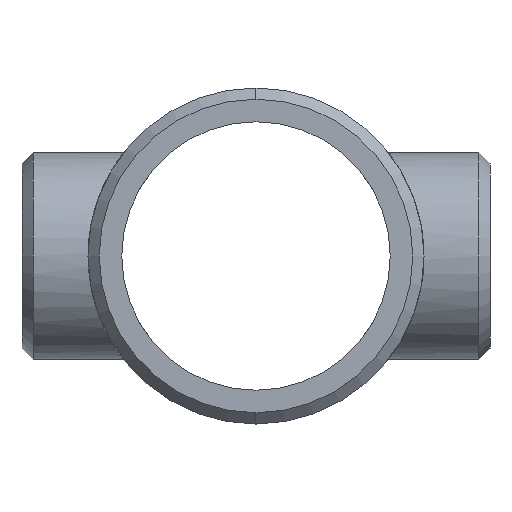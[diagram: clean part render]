
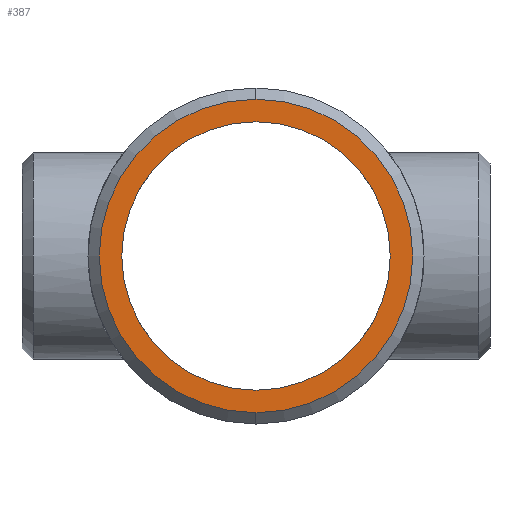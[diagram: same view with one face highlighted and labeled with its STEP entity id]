
A CAD part, left-side view. The second image highlights one B-rep face of the part: STEP entity #387.
In plain terms, the highlighted planar face has unit normal (-1, 0, 0).
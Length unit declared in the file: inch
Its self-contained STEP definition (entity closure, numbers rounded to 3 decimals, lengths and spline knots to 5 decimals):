
#11 = DIRECTION ( 'NONE',  ( -1., 0., 0. ) ) ;
#20 = CARTESIAN_POINT ( 'NONE',  ( -11., 0., -5.594 ) ) ;
#52 = DIRECTION ( 'NONE',  ( 0., 0., -1. ) ) ;
#60 = EDGE_LOOP ( 'NONE', ( #1257, #253 ) ) ;
#89 = AXIS2_PLACEMENT_3D ( 'NONE', #1286, #623, #184 ) ;
#153 = AXIS2_PLACEMENT_3D ( 'NONE', #721, #823, #52 ) ;
#154 = FACE_OUTER_BOUND ( 'NONE', #1352, .T. ) ;
#178 = CIRCLE ( 'NONE', #826, 6.53133 ) ;
#184 = DIRECTION ( 'NONE',  ( 0., 0., 1. ) ) ;
#231 = DIRECTION ( 'NONE',  ( 0., 0., 1. ) ) ;
#240 = CARTESIAN_POINT ( 'NONE',  ( -11., 0., -6.53133 ) ) ;
#249 = CARTESIAN_POINT ( 'NONE',  ( -11., 0., 0. ) ) ;
#253 = ORIENTED_EDGE ( 'NONE', *, *, #1383, .T. ) ;
#273 = AXIS2_PLACEMENT_3D ( 'NONE', #249, #909, #231 ) ;
#334 = CARTESIAN_POINT ( 'NONE',  ( -11., 0., 6.53133 ) ) ;
#343 = DIRECTION ( 'NONE',  ( 1., 0., 0. ) ) ;
#387 = ADVANCED_FACE ( 'NONE', ( #154, #598 ), #1043, .T. ) ;
#401 = CARTESIAN_POINT ( 'NONE',  ( -11., 0., 5.594 ) ) ;
#449 = DIRECTION ( 'NONE',  ( 0., 0., 1. ) ) ;
#507 = VERTEX_POINT ( 'NONE', #20 ) ;
#547 = EDGE_CURVE ( 'NONE', #1442, #632, #178, .T. ) ;
#556 = EDGE_CURVE ( 'NONE', #1359, #507, #564, .T. ) ;
#564 = CIRCLE ( 'NONE', #986, 5.594 ) ;
#598 = FACE_BOUND ( 'NONE', #60, .T. ) ;
#623 = DIRECTION ( 'NONE',  ( -1., 0., 0. ) ) ;
#632 = VERTEX_POINT ( 'NONE', #334 ) ;
#717 = CIRCLE ( 'NONE', #89, 6.53133 ) ;
#721 = CARTESIAN_POINT ( 'NONE',  ( -11., 0., 0. ) ) ;
#805 = CIRCLE ( 'NONE', #273, 5.594 ) ;
#823 = DIRECTION ( 'NONE',  ( -1., 0., 0. ) ) ;
#826 = AXIS2_PLACEMENT_3D ( 'NONE', #999, #11, #449 ) ;
#909 = DIRECTION ( 'NONE',  ( 1., 0., 0. ) ) ;
#912 = ORIENTED_EDGE ( 'NONE', *, *, #547, .T. ) ;
#922 = DIRECTION ( 'NONE',  ( 0., 0., 1. ) ) ;
#986 = AXIS2_PLACEMENT_3D ( 'NONE', #1341, #343, #922 ) ;
#999 = CARTESIAN_POINT ( 'NONE',  ( -11., 0., 0. ) ) ;
#1043 = PLANE ( 'NONE',  #153 ) ;
#1257 = ORIENTED_EDGE ( 'NONE', *, *, #556, .T. ) ;
#1286 = CARTESIAN_POINT ( 'NONE',  ( -11., 0., 0. ) ) ;
#1341 = CARTESIAN_POINT ( 'NONE',  ( -11., 0., 0. ) ) ;
#1345 = ORIENTED_EDGE ( 'NONE', *, *, #1358, .T. ) ;
#1352 = EDGE_LOOP ( 'NONE', ( #912, #1345 ) ) ;
#1358 = EDGE_CURVE ( 'NONE', #632, #1442, #717, .T. ) ;
#1359 = VERTEX_POINT ( 'NONE', #401 ) ;
#1383 = EDGE_CURVE ( 'NONE', #507, #1359, #805, .T. ) ;
#1442 = VERTEX_POINT ( 'NONE', #240 ) ;
